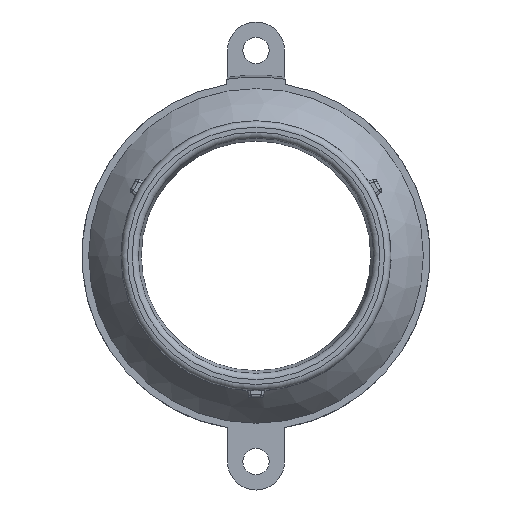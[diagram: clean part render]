
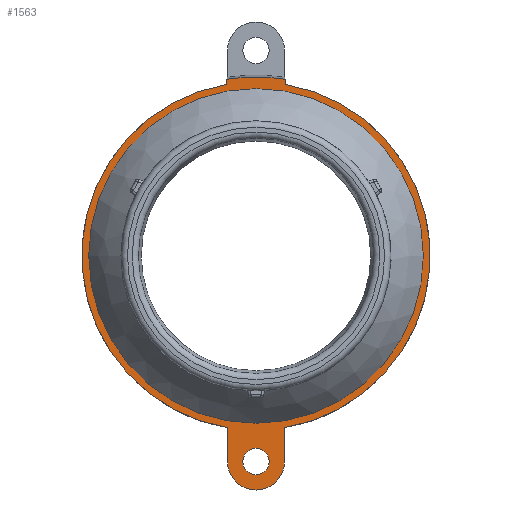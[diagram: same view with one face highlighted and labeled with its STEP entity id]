
A CAD part, top view. The second image highlights one B-rep face of the part: STEP entity #1563.
In plain terms, the highlighted planar face has unit normal (0, 0, 1).
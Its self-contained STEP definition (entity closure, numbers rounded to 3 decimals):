
#29=FACE_BOUND('',#288,.T.);
#30=FACE_BOUND('',#289,.T.);
#105=PLANE('',#1787);
#195=FACE_OUTER_BOUND('',#287,.T.);
#287=EDGE_LOOP('',(#1373,#1374,#1375,#1376,#1377,#1378,#1379,#1380));
#288=EDGE_LOOP('',(#1381));
#289=EDGE_LOOP('',(#1382));
#340=CIRCLE('',#1661,13.354);
#408=CIRCLE('',#1786,14.3);
#409=CIRCLE('',#1788,13.897);
#410=CIRCLE('',#1789,2.272);
#411=CIRCLE('',#1790,13.897);
#412=CIRCLE('',#1791,1.05);
#489=LINE('',#2909,#571);
#490=LINE('',#2920,#572);
#491=LINE('',#2924,#573);
#492=LINE('',#2928,#574);
#571=VECTOR('',#2270,10.);
#572=VECTOR('',#2279,10.);
#573=VECTOR('',#2282,10.);
#574=VECTOR('',#2285,10.);
#650=VERTEX_POINT('',#2643);
#733=VERTEX_POINT('',#2887);
#739=VERTEX_POINT('',#2905);
#741=VERTEX_POINT('',#2913);
#742=VERTEX_POINT('',#2919);
#743=VERTEX_POINT('',#2921);
#744=VERTEX_POINT('',#2923);
#745=VERTEX_POINT('',#2925);
#746=VERTEX_POINT('',#2927);
#747=VERTEX_POINT('',#2930);
#838=EDGE_CURVE('',#650,#650,#340,.T.);
#965=EDGE_CURVE('',#733,#739,#489,.T.);
#968=EDGE_CURVE('',#739,#741,#408,.T.);
#969=EDGE_CURVE('',#742,#741,#490,.T.);
#970=EDGE_CURVE('',#742,#743,#409,.F.);
#971=EDGE_CURVE('',#743,#744,#491,.F.);
#972=EDGE_CURVE('',#744,#745,#410,.F.);
#973=EDGE_CURVE('',#745,#746,#492,.F.);
#974=EDGE_CURVE('',#746,#733,#411,.F.);
#975=EDGE_CURVE('',#747,#747,#412,.T.);
#1373=ORIENTED_EDGE('',*,*,#965,.T.);
#1374=ORIENTED_EDGE('',*,*,#968,.T.);
#1375=ORIENTED_EDGE('',*,*,#969,.F.);
#1376=ORIENTED_EDGE('',*,*,#970,.T.);
#1377=ORIENTED_EDGE('',*,*,#971,.T.);
#1378=ORIENTED_EDGE('',*,*,#972,.T.);
#1379=ORIENTED_EDGE('',*,*,#973,.T.);
#1380=ORIENTED_EDGE('',*,*,#974,.T.);
#1381=ORIENTED_EDGE('',*,*,#838,.T.);
#1382=ORIENTED_EDGE('',*,*,#975,.T.);
#1563=ADVANCED_FACE('',(#195,#29,#30),#105,.T.);
#1661=AXIS2_PLACEMENT_3D('',#2645,#1984,#1985);
#1786=AXIS2_PLACEMENT_3D('',#2917,#2275,#2276);
#1787=AXIS2_PLACEMENT_3D('',#2918,#2277,#2278);
#1788=AXIS2_PLACEMENT_3D('',#2922,#2280,#2281);
#1789=AXIS2_PLACEMENT_3D('',#2926,#2283,#2284);
#1790=AXIS2_PLACEMENT_3D('',#2929,#2286,#2287);
#1791=AXIS2_PLACEMENT_3D('',#2931,#2288,#2289);
#1984=DIRECTION('center_axis',(0.,0.,
-1.));
#1985=DIRECTION('ref_axis',(0.,1.,0.));
#2270=DIRECTION('',(0.,1.,0.));
#2275=DIRECTION('center_axis',(0.,0.,
1.));
#2276=DIRECTION('ref_axis',(1.,0.,0.));
#2277=DIRECTION('center_axis',(0.,0.,
1.));
#2278=DIRECTION('ref_axis',(1.,0.,0.));
#2279=DIRECTION('',(0.,1.,0.));
#2280=DIRECTION('center_axis',(0.,0.,
-1.));
#2281=DIRECTION('ref_axis',(1.,0.,0.));
#2282=DIRECTION('',(0.,1.,0.));
#2283=DIRECTION('center_axis',(0.,0.,
-1.));
#2284=DIRECTION('ref_axis',(1.,0.,0.));
#2285=DIRECTION('',(0.,-1.,0.));
#2286=DIRECTION('center_axis',(0.,0.,
-1.));
#2287=DIRECTION('ref_axis',(1.,0.,0.));
#2288=DIRECTION('center_axis',(0.,0.,
-1.));
#2289=DIRECTION('ref_axis',(1.,0.,0.));
#2643=CARTESIAN_POINT('',(-54.548,-0.302,13.612));
#2645=CARTESIAN_POINT('Origin',(-41.194,-0.302,13.612));
#2887=CARTESIAN_POINT('',(-38.848,13.395,13.612));
#2905=CARTESIAN_POINT('',(-38.848,13.804,13.612));
#2909=CARTESIAN_POINT('',(-38.848,7.904,13.612));
#2913=CARTESIAN_POINT('',(-43.54,13.804,13.612));
#2917=CARTESIAN_POINT('Origin',(-41.194,-0.302,13.612));
#2918=CARTESIAN_POINT('Origin',(-41.194,-0.302,13.612));
#2919=CARTESIAN_POINT('',(-43.54,13.395,13.612));
#2920=CARTESIAN_POINT('',(-43.54,6.544,13.612));
#2921=CARTESIAN_POINT('',(-43.466,-14.012,13.612));
#2922=CARTESIAN_POINT('Origin',(-41.194,-0.302,13.612));
#2923=CARTESIAN_POINT('',(-43.466,-16.714,13.612));
#2924=CARTESIAN_POINT('',(-43.466,-7.148,13.612));
#2925=CARTESIAN_POINT('',(-38.922,-16.714,13.612));
#2926=CARTESIAN_POINT('Origin',(-41.194,-16.714,13.612));
#2927=CARTESIAN_POINT('',(-38.922,-14.012,13.612));
#2928=CARTESIAN_POINT('',(-38.922,-8.508,13.612));
#2929=CARTESIAN_POINT('Origin',(-41.194,-0.302,13.612));
#2930=CARTESIAN_POINT('',(-42.244,-16.714,13.612));
#2931=CARTESIAN_POINT('Origin',(-41.194,-16.714,13.612));
